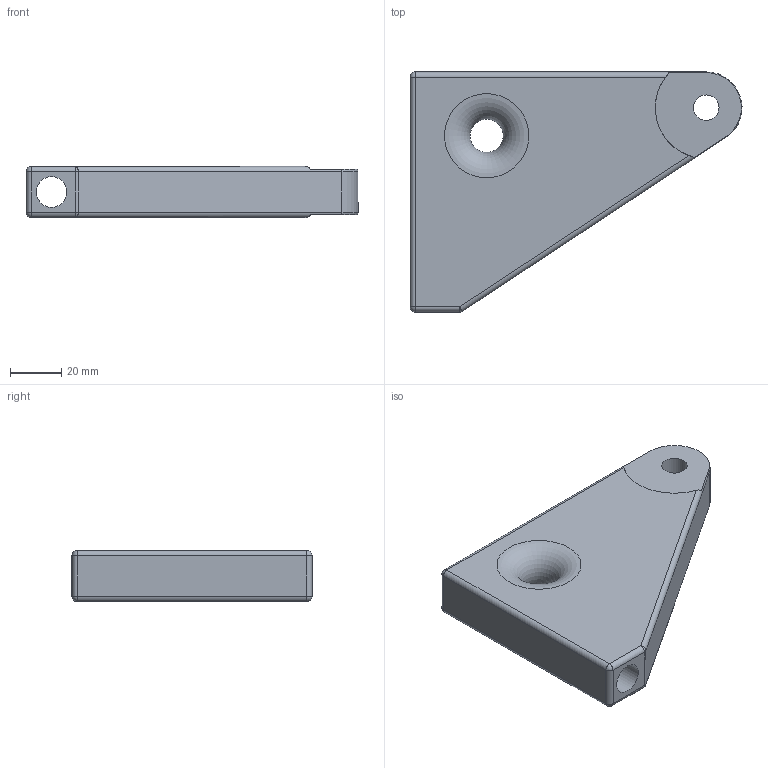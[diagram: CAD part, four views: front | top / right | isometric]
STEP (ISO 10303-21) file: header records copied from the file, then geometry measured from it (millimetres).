
FILE_DESCRIPTION(/* description */ (''),/* implementation_level */ '2;1');
FILE_NAME(/* name */ 'Vit de mulet First 26 v2.step',/* time_stamp */ '2024-02-04T19:41:24+01:00',/* author */ (''),/* organization */ (''),/* preprocessor_version */ 'ST-DEVELOPER v19.2',/* originating_system */ 'Autodesk Translation Framework v11.17.0.187',/* authorisation */ '');
FILE_SCHEMA (('AUTOMOTIVE_DESIGN { 1 0 10303 214 3 1 1 }'));
Length unit declared in the file: millimetre
Products named in the file (1): Vit de mulet First 26
Bounding box: 129.99 x 94 x 20 mm (x, y, z)
Volume: 144273.2 mm3; surface area: 27510 mm2
Topology: 1 solids, 1 shells, 33 faces, 71 edges, 40 vertices
Faces by surface type: cylinder 16, plane 8, sphere 6, torus 3
Full cylindrical faces by diameter (mm): 10 x1, 12 x1
Entity records: 951 total; most frequent: CARTESIAN_POINT 173, DIRECTION 172, ORIENTED_EDGE 142, EDGE_CURVE 71, AXIS2_PLACEMENT_3D 71, VERTEX_POINT 40, EDGE_LOOP 39, CIRCLE 37
